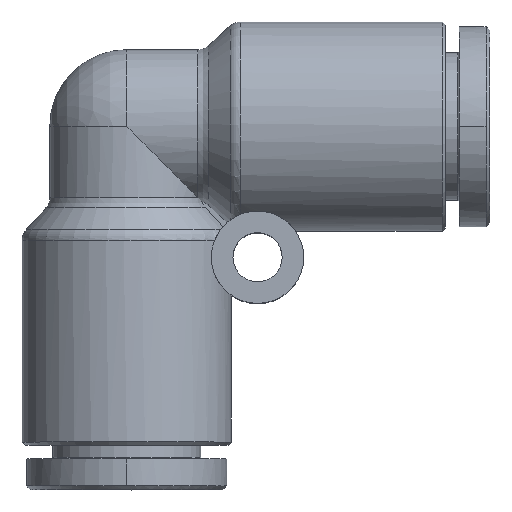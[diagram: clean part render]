
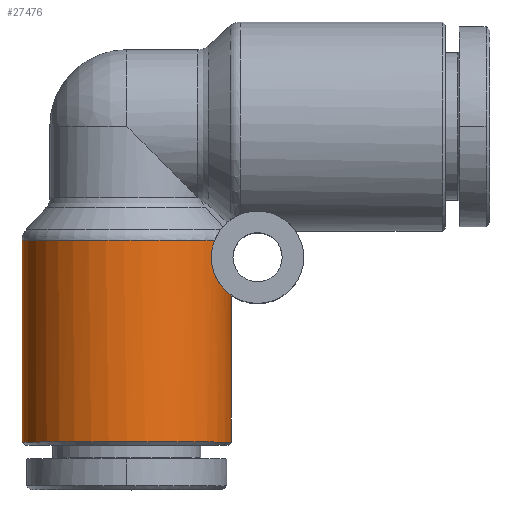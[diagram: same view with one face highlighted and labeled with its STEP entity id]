
A CAD part, top view. The second image highlights one B-rep face of the part: STEP entity #27476.
In plain terms, the highlighted cylindrical face has radius 6.8 mm (diameter 13.6 mm), a partial arc.
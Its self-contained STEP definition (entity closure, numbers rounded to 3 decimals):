
#141=CARTESIAN_POINT('',(-0.089,0.,6.8));
#142=VERTEX_POINT('',#141);
#152=CARTESIAN_POINT('',(-0.089,3.684,-5.715));
#153=VERTEX_POINT('',#152);
#154=CARTESIAN_POINT('',(-0.089,0.,0.));
#155=DIRECTION('',(-1.0,0.0,0.0));
#156=DIRECTION('',(0.0,0.0,-1.0));
#157=AXIS2_PLACEMENT_3D('',#154,#155,#156);
#158=CIRCLE('',#157,6.8);
#159=EDGE_CURVE('',#142,#153,#158,.T.);
#662=CARTESIAN_POINT('',(13.028,0.,6.8));
#663=VERTEX_POINT('',#662);
#664=CARTESIAN_POINT('',(-0.089,0.,6.8));
#665=DIRECTION('',(1.0,0.0,0.0));
#666=VECTOR('',#665,13.116);
#667=LINE('',#664,#666);
#668=EDGE_CURVE('',#142,#663,#667,.T.);
#679=CARTESIAN_POINT('',(3.5,0.,-6.8));
#680=VERTEX_POINT('',#679);
#710=CARTESIAN_POINT('',(13.028,0.,-6.8));
#711=VERTEX_POINT('',#710);
#712=CARTESIAN_POINT('',(13.028,0.,-6.8));
#713=DIRECTION('',(-1.0,0.0,0.0));
#714=VECTOR('',#713,9.528);
#715=LINE('',#712,#714);
#716=EDGE_CURVE('',#711,#680,#715,.T.);
#2768=CARTESIAN_POINT('',(13.028,0.,0.));
#2769=DIRECTION('',(1.0,0.0,0.0));
#2770=DIRECTION('',(0.0,0.0,-1.0));
#2771=AXIS2_PLACEMENT_3D('',#2768,#2769,#2770);
#2772=CIRCLE('',#2771,6.8);
#2773=EDGE_CURVE('',#711,#663,#2772,.T.);
#27334=CARTESIAN_POINT('',(3.5,0.,-6.8));
#27335=CARTESIAN_POINT('',(3.5,0.337,-6.8));
#27336=CARTESIAN_POINT('',(3.483,0.684,-6.774));
#27337=CARTESIAN_POINT('',(3.405,1.37,-6.67));
#27338=CARTESIAN_POINT('',(3.345,1.709,-6.59));
#27339=CARTESIAN_POINT('',(3.166,2.345,-6.392));
#27340=CARTESIAN_POINT('',(3.047,2.644,-6.272));
#27341=CARTESIAN_POINT('',(2.729,3.174,-6.021));
#27342=CARTESIAN_POINT('',(2.531,3.407,-5.889));
#27343=CARTESIAN_POINT('',(2.194,3.655,-5.735));
#27344=CARTESIAN_POINT('',(2.103,3.712,-5.697));
#27345=CARTESIAN_POINT('',(1.908,3.814,-5.63));
#27346=CARTESIAN_POINT('',(1.803,3.858,-5.6));
#27347=CARTESIAN_POINT('',(1.587,3.929,-5.55));
#27348=CARTESIAN_POINT('',(1.475,3.955,-5.531));
#27349=CARTESIAN_POINT('',(1.25,3.99,-5.506));
#27350=CARTESIAN_POINT('',(1.137,3.999,-5.5));
#27351=CARTESIAN_POINT('',(0.919,3.999,-5.5));
#27352=CARTESIAN_POINT('',(0.806,3.99,-5.506));
#27353=CARTESIAN_POINT('',(0.581,3.955,-5.531));
#27354=CARTESIAN_POINT('',(0.469,3.929,-5.55));
#27355=CARTESIAN_POINT('',(0.252,3.858,-5.6));
#27356=CARTESIAN_POINT('',(0.148,3.814,-5.63));
#27357=CARTESIAN_POINT('',(0.002,3.738,-5.68));
#27358=CARTESIAN_POINT('',(-0.044,3.712,-5.698));
#27359=CARTESIAN_POINT('',(-0.089,3.684,-5.715));
#27360=B_SPLINE_CURVE_WITH_KNOTS('',3,(#27334,#27335,#27336,#27337,#27338,#27339,#27340,#27341,#27342,#27343,#27344,#27345,#27346,#27347,#27348,#27349,#27350,#27351,#27352,#27353,#27354,#27355,#27356,#27357,#27358,#27359),.UNSPECIFIED.,.F.,.U.,(4,2,2,2,2,2,2,2,2,2,2,2,4),(10.694,11.703,12.713,13.722,14.732,15.059,15.386,15.713,16.041,16.368,16.695,17.022,17.183),.UNSPECIFIED.);
#27361=EDGE_CURVE('',#680,#153,#27360,.T.);
#27464=CARTESIAN_POINT('',(5.528,0.,0.));
#27465=DIRECTION('',(1.0,0.,0.));
#27466=DIRECTION('',(0.0,0.0,1.0));
#27467=AXIS2_PLACEMENT_3D('',#27464,#27465,#27466);
#27468=CYLINDRICAL_SURFACE('',#27467,6.8);
#27469=ORIENTED_EDGE('',*,*,#668,.T.);
#27470=ORIENTED_EDGE('',*,*,#2773,.F.);
#27471=ORIENTED_EDGE('',*,*,#716,.T.);
#27472=ORIENTED_EDGE('',*,*,#27361,.T.);
#27473=ORIENTED_EDGE('',*,*,#159,.F.);
#27474=EDGE_LOOP('',(#27469,#27470,#27471,#27472,#27473));
#27475=FACE_OUTER_BOUND('',#27474,.T.);
#27476=ADVANCED_FACE('',(#27475),#27468,.T.);
